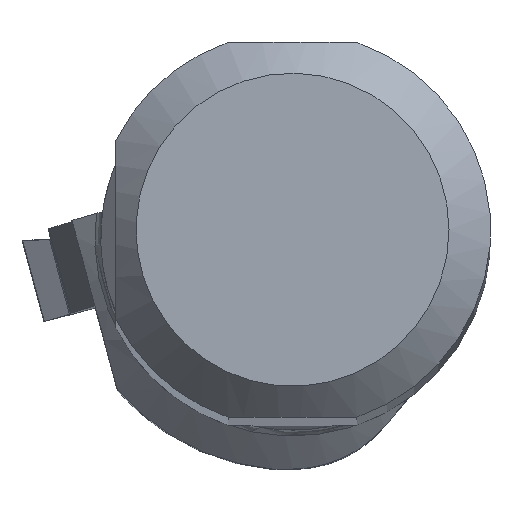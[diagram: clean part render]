
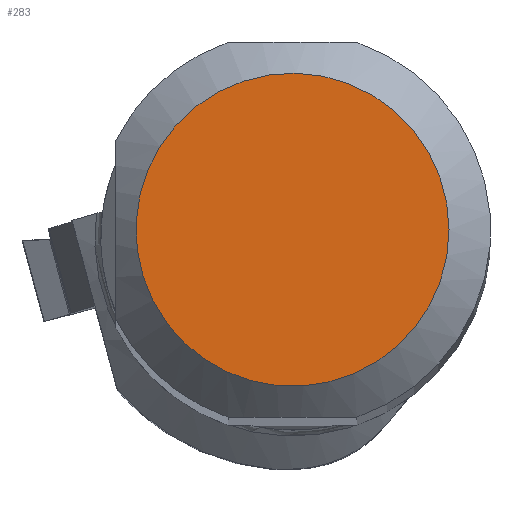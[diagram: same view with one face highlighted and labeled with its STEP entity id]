
A CAD part, top view. The second image highlights one B-rep face of the part: STEP entity #283.
In plain terms, the highlighted planar face has unit normal (0, 0, 1).
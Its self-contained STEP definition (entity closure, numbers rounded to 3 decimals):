
#177=PLANE('',#1859);
#283=ADVANCED_FACE('CU_SU_BP3',(#388),#177,.T.);
#388=FACE_OUTER_BOUND('',#476,.T.);
#476=EDGE_LOOP('',(#881));
#529=CIRCLE('',#1858,7.516);
#881=ORIENTED_EDGE('',*,*,#1351,.T.);
#1138=VERTEX_POINT('',#3035);
#1351=EDGE_CURVE('',#1138,#1138,#529,.T.);
#1858=AXIS2_PLACEMENT_3D('',#3034,#2263,#2264);
#1859=AXIS2_PLACEMENT_3D('',#3036,#2265,#2266);
#2263=DIRECTION('',(0.,0.,1.));
#2264=DIRECTION('',(1.,0.,0.));
#2265=DIRECTION('',(0.,0.,1.));
#2266=DIRECTION('',(1.,0.,0.));
#3034=CARTESIAN_POINT('',(0.,0.,0.));
#3035=CARTESIAN_POINT('',(7.516,0.,0.));
#3036=CARTESIAN_POINT('',(0.,0.,
0.));
